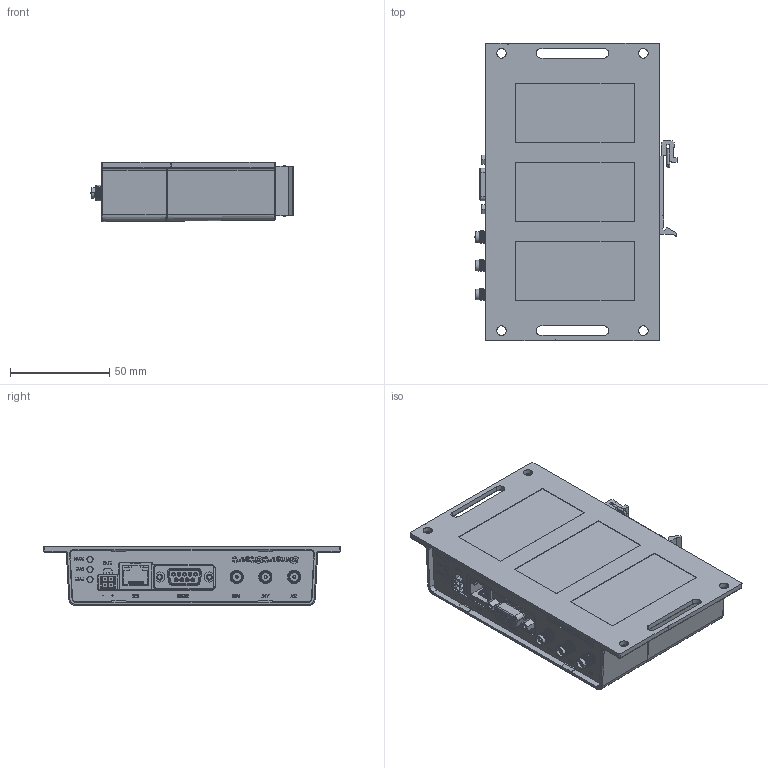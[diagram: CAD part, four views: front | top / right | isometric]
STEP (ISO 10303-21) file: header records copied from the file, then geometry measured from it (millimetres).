
FILE_DESCRIPTION (( 'STEP AP214' ), '1' );
FILE_NAME ('SmartStart_SL30_WiFi.STEP', '2019-02-07T09:32:07', ( '' ), ( '' ), 'SwSTEP 2.0', 'SolidWorks 2018', '' );
FILE_SCHEMA (( 'AUTOMOTIVE_DESIGN' ));
Length unit declared in the file: millimetre
Products named in the file (18): WSA_0803_09_07 (SMA); RJ45(ICR32xx); 662004235922.stp; WSA_0803_09_08 (RSMA); 6620xx21022_PIN_COURTE.stp; LPF-C013301S (Light Pipe); 66200421022 (rev1); BB-SBD25; PCB-RB3L-3; DRB9-DR01-F-09-D-B-B-S_Varsayilan; SmartStart_SL30_WiFi; B_RB3L_3_RB3_L_Wifi; 6620xx21022_PIN_LONGUE.stp; 66200421022 (rev1).stp; CPK3L_s2; Screw_box_7982    49,5-mattssons; CPK3_SmartStart_716_CPK3L_SmartStart_WiFi
Assembly tree (20 placements, depth 5):
  SmartStart_SL30_WiFi
    CPK3L_s2
    B_RB3L_3_RB3_L_Wifi
      PCB-RB3L-3
      DRB9-DR01-F-09-D-B-B-S_Varsayilan
      RJ45(ICR32xx)
      WSA_0803_09_08 (RSMA)
      WSA_0803_09_07 (SMA)  x2
      LPF-C013301S (Light Pipe)
      66200421022 (rev1)
        66200421022 (rev1).stp
          662004235922.stp
          6620xx21022_PIN_COURTE.stp
          6620xx21022_PIN_COURTE.stp
          6620xx21022_PIN_LONGUE.stp  x2
    CPK3_SmartStart_716_CPK3L_SmartStart_WiFi
    BB-SBD25
    Screw_box_7982    49,5-mattssons  x2
Bounding box: 102 x 150 x 30 mm (x, y, z)
Volume: 114625.8 mm3; surface area: 104211.4 mm2
Topology: 19 solids, 41 shells, 3050 faces, 8595 edges, 5773 vertices
Faces by surface type: plane 1730, cylinder 677, bspline 447, cone 128, sphere 36, torus 32
Entity records: 137872 total; most frequent: CARTESIAN_POINT 53459, ORIENTED_EDGE 15790, DIRECTION 12413, EDGE_CURVE 7895, VERTEX_POINT 5262, LINE 5135, VECTOR 5135, AXIS2_PLACEMENT_3D 3639
